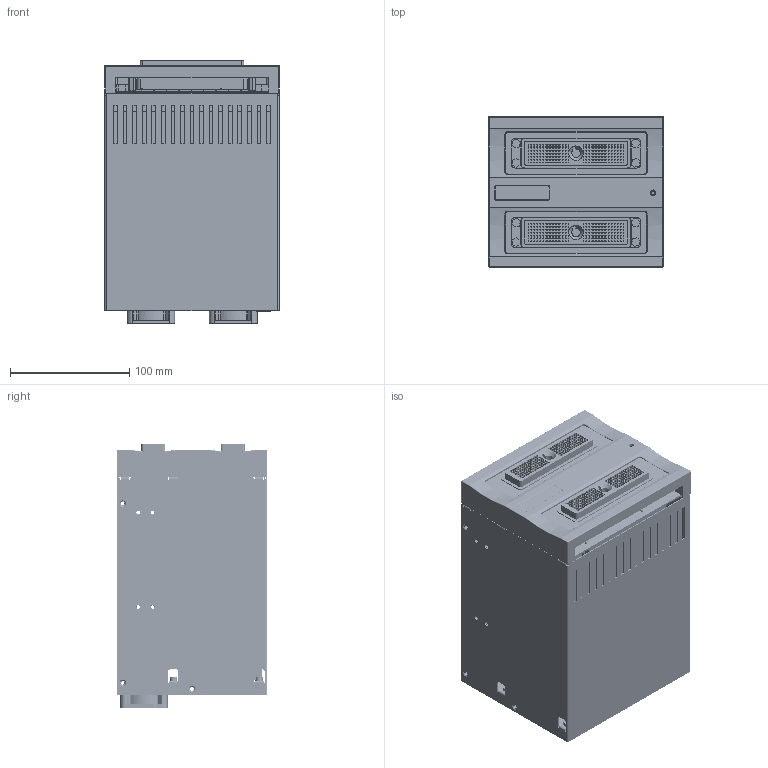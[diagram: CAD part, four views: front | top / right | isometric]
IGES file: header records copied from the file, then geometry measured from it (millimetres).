
Global section: file name: No Iges File Name specified; native system: Autodesk Inventor 2009; preprocessor: AutoDesk Inventor Iges Exporter R2009; author: Leonid Ciunel; date: 20090610.164134; units: millimetre
Bounding box: 146.5 x 126 x 220.95 mm (x, y, z)
Volume: 446046.7 mm3; surface area: 733085.7 mm2
Topology: 113 solids, 113 shells, 10670 faces, 29352 edges, 18882 vertices
Faces by surface type: plane 7364, bspline 2424, cylinder 391, revolution 289, torus 150, sphere 52
